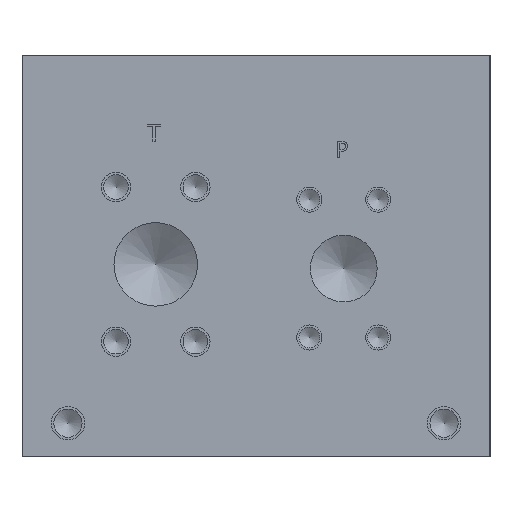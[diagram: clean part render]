
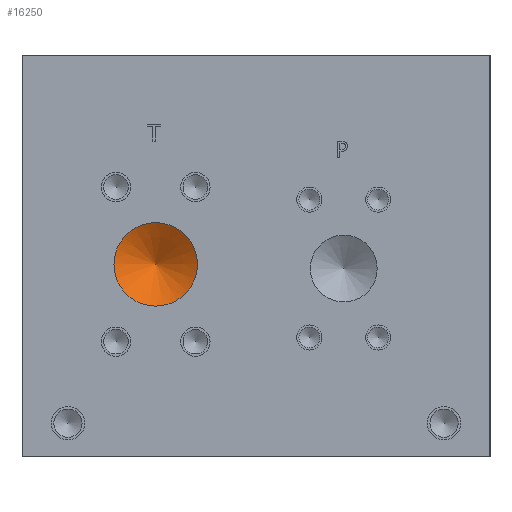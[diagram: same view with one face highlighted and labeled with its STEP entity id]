
A CAD part, left-side view. The second image highlights one B-rep face of the part: STEP entity #16250.
In plain terms, the highlighted conical face has half-angle 60 degrees and reference radius 7.938 mm.
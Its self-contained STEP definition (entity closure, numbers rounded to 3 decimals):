
#202=CONICAL_SURFACE('',#17200,7.938,1.047);
#498=CIRCLE('',#17201,15.875);
#499=CIRCLE('',#17202,15.875);
#2146=FACE_OUTER_BOUND('',#3131,.T.);
#3131=EDGE_LOOP('',(#13751,#13752,#13753,#13754));
#4667=LINE('',#27157,#6068);
#6068=VECTOR('',#20403,7.938);
#7731=VERTEX_POINT('',#27153);
#7732=VERTEX_POINT('',#27154);
#7733=VERTEX_POINT('',#27156);
#9876=EDGE_CURVE('',#7731,#7732,#498,.T.);
#9877=EDGE_CURVE('',#7732,#7733,#4667,.T.);
#9878=EDGE_CURVE('',#7732,#7731,#499,.T.);
#13751=ORIENTED_EDGE('',*,*,#9876,.T.);
#13752=ORIENTED_EDGE('',*,*,#9877,.T.);
#13753=ORIENTED_EDGE('',*,*,#9877,.F.);
#13754=ORIENTED_EDGE('',*,*,#9878,.T.);
#16250=ADVANCED_FACE('',(#2146),#202,.F.);
#17200=AXIS2_PLACEMENT_3D('',#27152,#20399,#20400);
#17201=AXIS2_PLACEMENT_3D('',#27155,#20401,#20402);
#17202=AXIS2_PLACEMENT_3D('',#27158,#20404,#20405);
#20399=DIRECTION('center_axis',(-1.,0.,0.));
#20400=DIRECTION('ref_axis',(0.,1.,0.));
#20401=DIRECTION('center_axis',(-1.,0.,0.));
#20402=DIRECTION('ref_axis',(0.,1.,0.));
#20403=DIRECTION('',(0.5,0.866,0.));
#20404=DIRECTION('center_axis',(-1.,0.,0.));
#20405=DIRECTION('ref_axis',(0.,1.,0.));
#27152=CARTESIAN_POINT('Origin',(13.748,127.,73.025));
#27153=CARTESIAN_POINT('',(9.165,142.875,73.025));
#27154=CARTESIAN_POINT('',(9.165,111.125,73.025));
#27155=CARTESIAN_POINT('Origin',(9.165,127.,73.025));
#27156=CARTESIAN_POINT('',(18.331,127.,73.025));
#27157=CARTESIAN_POINT('',(13.748,119.063,73.025));
#27158=CARTESIAN_POINT('Origin',(9.165,127.,73.025));
